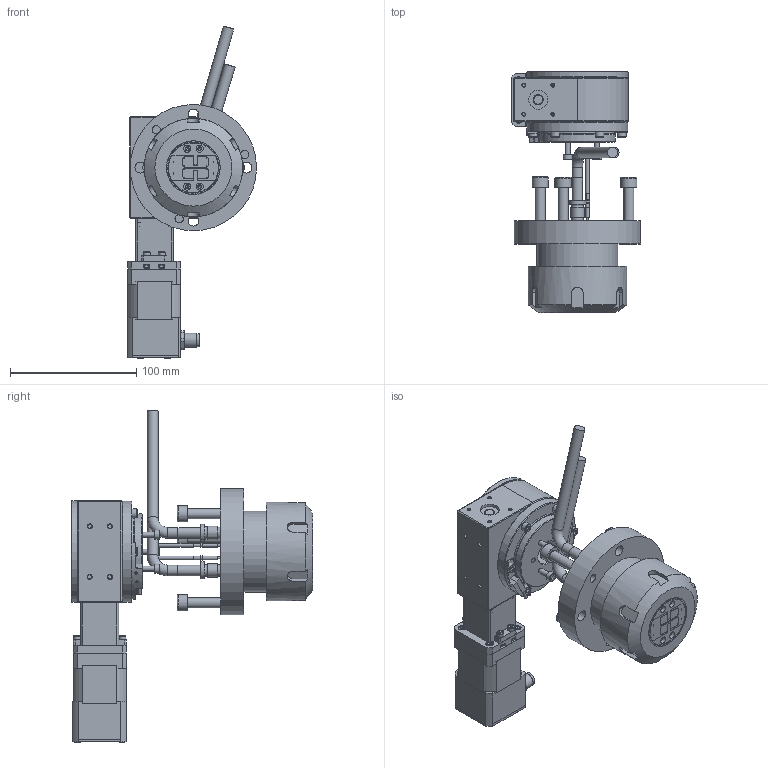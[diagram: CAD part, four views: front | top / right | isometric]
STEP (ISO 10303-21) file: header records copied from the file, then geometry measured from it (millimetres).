
FILE_DESCRIPTION(/* description */ (''),/* implementation_level */ '2;1');
FILE_NAME(/* name */ 'Achse_C_Aufbau.step',/* time_stamp */ '2025-03-23T13:20:07+01:00',/* author */ ('MVM1'),/* organization */ (''),/* preprocessor_version */ 'ST-DEVELOPER v19',/* originating_system */ 'Autodesk Inventor 2023',/* authorisation */ '');
FILE_SCHEMA (('AUTOMOTIVE_DESIGN { 1 0 10303 214 3 1 1 }'));
Length unit declared in the file: millimetre
Products named in the file (38): Achse_C_Aufbau; Igus Rundtischlager; ___RL-D-20-102-38-01035; RL-D-20-MK-C-N17-02; MOT-AN-S-060-005-042-M-C-AAAC; RL-D-CH-2030-L-01; RL-D-FG-2030-N17-L-01; COU-AR-K-050-080-25-26-B-AAAA; DIN 912 - M3x10 - V2A; DIN 912 - M3x8 - V2A; DIN 934 - M3 - V2A; RL-D-20-IK-001; RL-D-IH20-001; INI-AB-I-025-A-AA; DIN 963 - M2,5x6 - V2A; DIN 7 - 3x6 - V2A; 003 Spannzangenfutter; Adapterflansch; Spannmutter; Spanzange ER50-40 25_03_08; Werkzeugaufnahmen; Grundkörper; MessBlock_001; MessBlock_002; Klemmplatte_001; Klemplatte_001_Iso; Klemplatte_002; Klemplatte_002_Iso; Tellerfeder; Bronze_Kontakt_001; Bronze_Kontalt_002; REMA DIN80-Stift Gewinde; Female terminal 0462-201-16141; 7531800 DIN80-Dose 16mm2; Power_Kabel 25mm2; DIN 912 - M4 x 25; DIN 912 - M8 x 40; Kabel
Assembly tree (62 placements, depth 5):
  Achse_C_Aufbau
    Igus Rundtischlager
      ___RL-D-20-102-38-01035
      RL-D-20-MK-C-N17-02
        MOT-AN-S-060-005-042-M-C-AAAC
        RL-D-CH-2030-L-01
        RL-D-FG-2030-N17-L-01
        COU-AR-K-050-080-25-26-B-AAAA
          #58116
          #58117
          #58118
        DIN 912 - M3x8 - V2A  x8
        DIN 912 - M3x10 - V2A  x4
        DIN 934 - M3 - V2A  x4
      RL-D-20-IK-001
        RL-D-IH20-001
        INI-AB-I-025-A-AA
        DIN 963 - M2,5x6 - V2A
        DIN 7 - 3x6 - V2A
    003 Spannzangenfutter
      Adapterflansch
      Spannmutter
      Spanzange ER50-40 25_03_08
    Werkzeugaufnahmen
      Grundkörper
      MessBlock_001
      MessBlock_002
      Klemmplatte_001
      Klemplatte_001_Iso
      Klemplatte_002
      Klemplatte_002_Iso
      Tellerfeder
      Bronze_Kontakt_001
      Bronze_Kontalt_002
      REMA DIN80-Stift Gewinde  x2
    Female terminal 0462-201-16141  x2
    7531800 DIN80-Dose 16mm2  x2
    Power_Kabel 25mm2  x2
    DIN 912 - M4 x 25  x3
    DIN 912 - M8 x 40  x3
    Kabel  x2
Bounding box: 102.2 x 191 x 262.79 mm (x, y, z)
Volume: 750108.3 mm3; surface area: 275073.7 mm2
Topology: 103 solids, 108 shells, 2122 faces, 5128 edges, 3334 vertices
Faces by surface type: plane 1036, cylinder 622, cone 335, torus 122, sphere 4, bspline 3
Full cylindrical faces by diameter (mm): 1 x13, 1.42 x1, 1.5 x2, 1.567 x4, 1.6 x4, 1.767 x4, 2 x2, 2.013 x9, 2.224 x4, 2.4 x1, 2.459 x20, 2.5 x1, 2.6 x3, 2.8 x2, 2.9 x4, 3 x37, 3.1 x4, 3.2 x2, 3.242 x32, 3.3 x25, 3.4 x4, 3.442 x6, 3.6 x1, 4 x68, 4.134 x2, 4.3 x8, 4.5 x13, 4.7 x4, 5 x1, 5.5 x14
Entity records: 57908 total; most frequent: CARTESIAN_POINT 12266, DIRECTION 9349, ORIENTED_EDGE 8786, EDGE_CURVE 4393, AXIS2_PLACEMENT_3D 3538, VERTEX_POINT 2873, LINE 2273, VECTOR 2273
